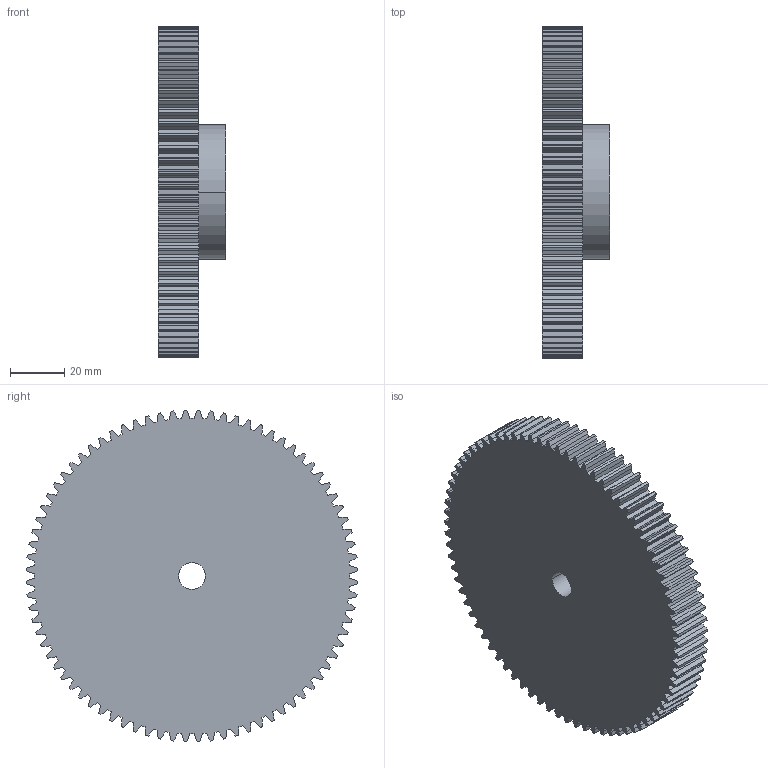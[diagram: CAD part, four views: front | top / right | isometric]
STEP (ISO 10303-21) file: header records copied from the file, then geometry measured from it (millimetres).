
FILE_DESCRIPTION( ( '' ), '1' );
FILE_NAME( 'artikel_nr___29508000.stp', '2007-11-07T02:05:47', ( '' ), ( '' ), ' ', ' ', ' ' );
FILE_SCHEMA( ( 'automotive_design' ) );
Length unit declared in the file: millimetre
Products named in the file (1): 1
Bounding box: 25 x 122.94 x 122.94 mm (x, y, z)
Volume: 186368.8 mm3; surface area: 35385.9 mm2
Topology: 1 solids, 1 shells, 487 faces, 1452 edges, 968 vertices
Faces by surface type: plane 323, cylinder 164
Entity records: 32358 total; most frequent: STYLED_ITEM 2908, PRESENTATION_STYLE_ASSIGNMENT 2908, CARTESIAN_POINT 2908, COLOUR_RGB 2908, ORIENTED_EDGE 2904, DIRECTION 2756, EDGE_CURVE 1452, CURVE_STYLE 1452
